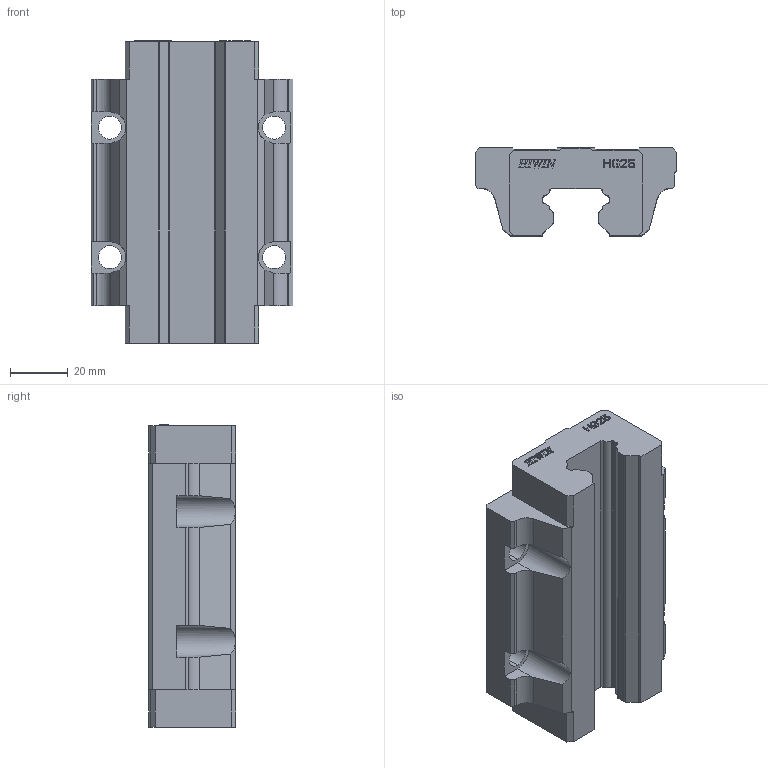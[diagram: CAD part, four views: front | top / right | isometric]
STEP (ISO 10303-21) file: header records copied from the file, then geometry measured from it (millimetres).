
FILE_DESCRIPTION (( 'STEP AP203' ), '1' );
FILE_NAME ('HGW25HC.STEP', '2007-01-11T14:33:07', ( 'HIWIN GmbH' ), ( '77654 Offenburg' ), 'SwSTEP 2.0', 'SolidWorks 2006104', '' );
FILE_SCHEMA (( 'CONFIG_CONTROL_DESIGN' ));
Length unit declared in the file: millimetre
Products named in the file (1): HGW25HC
Bounding box: 70 x 30.5 x 104.9 mm (x, y, z)
Volume: 142273.9 mm3; surface area: 26835.2 mm2
Topology: 1 solids, 1 shells, 396 faces, 1155 edges, 770 vertices
Faces by surface type: plane 296, bspline 60, cylinder 40
Entity records: 14214 total; most frequent: CARTESIAN_POINT 4020, ORIENTED_EDGE 2310, DIRECTION 1765, EDGE_CURVE 1155, VECTOR 939, LINE 939, VERTEX_POINT 770, AXIS2_PLACEMENT_3D 413
